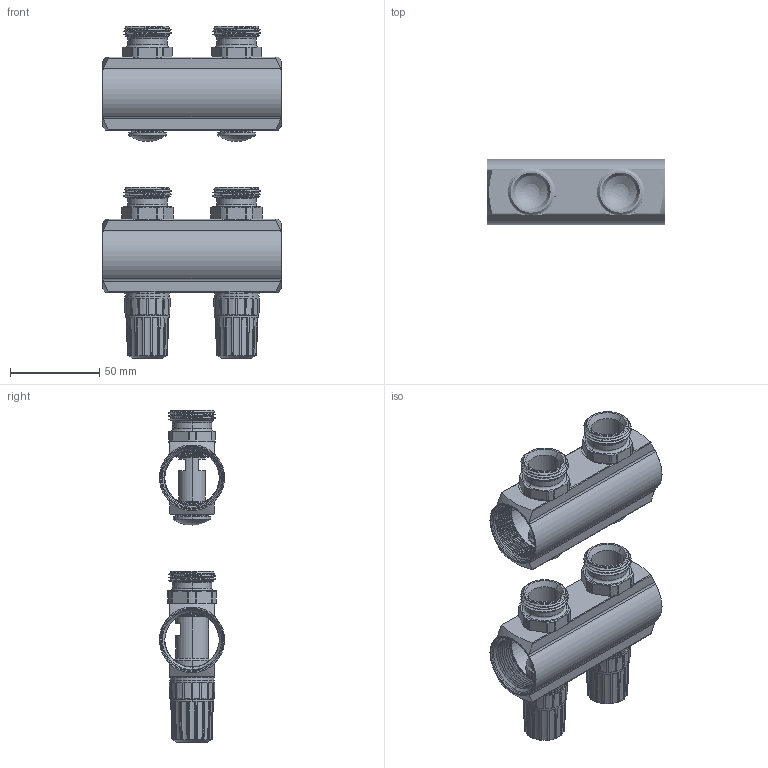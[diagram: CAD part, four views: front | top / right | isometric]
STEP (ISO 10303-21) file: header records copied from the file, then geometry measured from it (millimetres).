
FILE_DESCRIPTION((''),'2;1');
FILE_NAME('088U0502_ASM','2023-05-16T10:32:40',('U258971'),(''),'CREO PARAMETRIC BY PTC INC, 2020342','CREO PARAMETRIC BY PTC INC, 2020342','');
FILE_SCHEMA(('CONFIG_CONTROL_DESIGN'));
Length unit declared in the file: millimetre
Products named in the file (13): 088U7307_2LOOPS_18; 088U7304_15; 088U7310_ASM_11_ASM; 088U7308_2LOOPS_19; 013G1380_AF0_11; 013G0295___AF0_ASM_11_ASM; 013G0200__AF0_ASM_11_ASM; 013G0376-FOR-MANIFOLD_ASM_11_ASM; 088U7312_13; 013G0951_11; 088U0593-MANIFOLD_11; 088U7301_ASM_3_ASM; 088U0502_ASM
Assembly tree (17 placements, depth 4):
  088U0502_ASM
    088U7301_ASM_3_ASM
      088U7307_2LOOPS_18
      088U7310_ASM_11_ASM  x2
        088U7304_15
      088U7308_2LOOPS_19
      013G0376-FOR-MANIFOLD_ASM_11_ASM  x2
        013G1380_AF0_11
        013G0295___AF0_ASM_11_ASM
        013G0200__AF0_ASM_11_ASM
      088U7312_13  x2
      013G0951_11  x2
      088U0593-MANIFOLD_11  x2
Bounding box: 100 x 36.55 x 186.3 mm (x, y, z)
Volume: 126755 mm3; surface area: 120605.1 mm2
Topology: 12 solids, 34 shells, 2610 faces, 7602 edges, 5062 vertices
Faces by surface type: plane 844, cylinder 828, bspline 448, cone 252, torus 144, extrusion 58, sphere 36
Entity records: 82594 total; most frequent: CARTESIAN_POINT 45744, ORIENTED_EDGE 8640, DIRECTION 6261, EDGE_CURVE 4360, VERTEX_POINT 2924, AXIS2_PLACEMENT_3D 2389, B_SPLINE_CURVE_WITH_KNOTS 1786, EDGE_LOOP 1568
